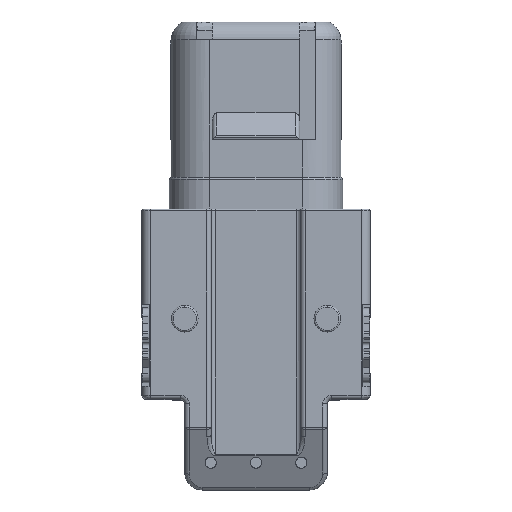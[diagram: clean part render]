
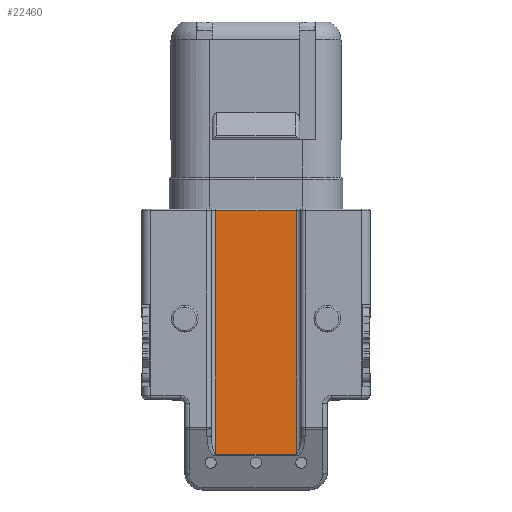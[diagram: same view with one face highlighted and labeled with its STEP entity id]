
A CAD part, front view. The second image highlights one B-rep face of the part: STEP entity #22460.
In plain terms, the highlighted planar face has unit normal (0, -1, 0).
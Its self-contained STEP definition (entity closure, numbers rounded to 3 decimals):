
#10954=DIRECTION('',(-1.,0.,0.));
#10955=VECTOR('',#10954,4.5);
#10956=CARTESIAN_POINT('',(2.25,-3.65,-24.236));
#10957=LINE('',#10956,#10955);
#10961=DIRECTION('',(0.,0.,1.));
#10962=VECTOR('',#10961,13.646);
#10963=CARTESIAN_POINT('',(-2.25,-3.65,-24.236));
#10964=LINE('',#10963,#10962);
#10968=DIRECTION('',(1.,0.,0.));
#10969=VECTOR('',#10968,4.5);
#10970=CARTESIAN_POINT('',(-2.25,-3.65,-10.59));
#10971=LINE('',#10970,#10969);
#11008=CARTESIAN_POINT('',(2.25,-3.65,-24.236));
#11013=DIRECTION('',(0.,0.,1.));
#11014=VECTOR('',#11013,13.646);
#11015=CARTESIAN_POINT('',(2.25,-3.65,-24.236));
#11016=LINE('',#11015,#11014);
#12944=CARTESIAN_POINT('',(2.25,-3.65,-10.59));
#12945=VERTEX_POINT('',#12944);
#12948=CARTESIAN_POINT('',(-2.25,-3.65,-10.59));
#12949=VERTEX_POINT('',#12948);
#13201=VERTEX_POINT('',#11008);
#13204=CARTESIAN_POINT('',(-2.25,-3.65,-24.236));
#13205=VERTEX_POINT('',#13204);
#22447=CARTESIAN_POINT('',(-2.25,-3.65,-10.49));
#22448=DIRECTION('',(0.,-1.,0.));
#22449=DIRECTION('',(1.,0.,0.));
#22450=AXIS2_PLACEMENT_3D('',#22447,#22448,#22449);
#22451=PLANE('',#22450);
#22453=ORIENTED_EDGE('',*,*,#22452,.T.);
#22454=ORIENTED_EDGE('',*,*,#22430,.T.);
#22455=ORIENTED_EDGE('',*,*,#16193,.T.);
#22457=ORIENTED_EDGE('',*,*,#22456,.F.);
#22458=EDGE_LOOP('',(#22453,#22454,#22455,#22457));
#22459=FACE_OUTER_BOUND('',#22458,.F.);
#16193=EDGE_CURVE('',#12949,#12945,#10971,.T.);
#22430=EDGE_CURVE('',#13205,#12949,#10964,.T.);
#22452=EDGE_CURVE('',#13201,#13205,#10957,.T.);
#22456=EDGE_CURVE('',#13201,#12945,#11016,.T.);
#22460=ADVANCED_FACE('',(#22459),#22451,.T.);
